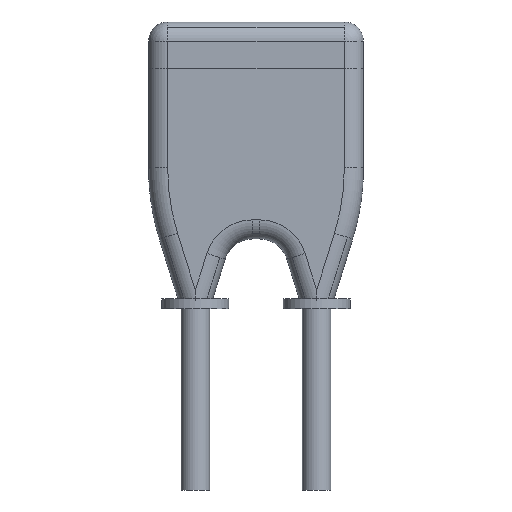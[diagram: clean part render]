
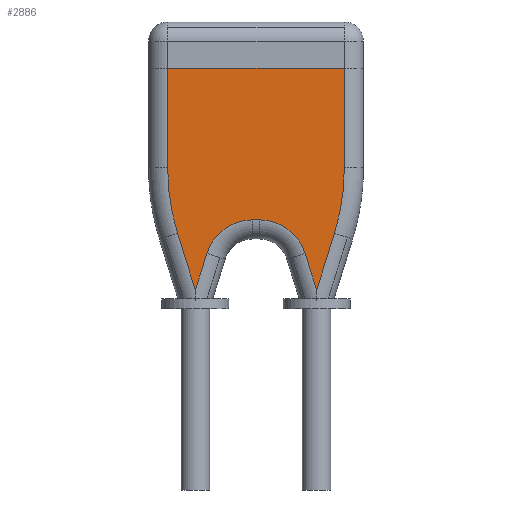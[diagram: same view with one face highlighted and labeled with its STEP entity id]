
A CAD part, front view. The second image highlights one B-rep face of the part: STEP entity #2886.
In plain terms, the highlighted planar face has unit normal (0, -1, 0).
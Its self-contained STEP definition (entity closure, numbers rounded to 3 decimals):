
#1289=CARTESIAN_POINT('',(1.642,-0.7,1.575));
#1290=VERTEX_POINT('',#1289);
#1298=CARTESIAN_POINT('',(1.27,-0.7,0.382));
#1299=VERTEX_POINT('',#1298);
#1300=CARTESIAN_POINT('',(1.642,-0.7,1.575));
#1301=DIRECTION('',(-0.297,0.,-0.955));
#1302=VECTOR('',#1301,1.25);
#1303=LINE('',#1300,#1302);
#1304=EDGE_CURVE('',#1290,#1299,#1303,.T.);
#1391=CARTESIAN_POINT('',(-1.85,-0.7,2.943));
#1392=VERTEX_POINT('',#1391);
#1400=CARTESIAN_POINT('',(-1.85,-0.7,5.034));
#1401=VERTEX_POINT('',#1400);
#1402=CARTESIAN_POINT('',(-1.85,-0.7,2.943));
#1403=DIRECTION('',(0.0,0.0,1.0));
#1404=VECTOR('',#1403,2.091);
#1405=LINE('',#1402,#1404);
#1406=EDGE_CURVE('',#1392,#1401,#1405,.T.);
#1433=CARTESIAN_POINT('',(1.85,-0.7,5.034));
#1434=VERTEX_POINT('',#1433);
#1442=CARTESIAN_POINT('',(1.85,-0.7,2.943));
#1443=VERTEX_POINT('',#1442);
#1444=CARTESIAN_POINT('',(1.85,-0.7,5.034));
#1445=DIRECTION('',(0.0,0.0,-1.0));
#1446=VECTOR('',#1445,2.091);
#1447=LINE('',#1444,#1446);
#1448=EDGE_CURVE('',#1434,#1443,#1447,.T.);
#1659=CARTESIAN_POINT('',(-1.27,-0.7,0.382));
#1660=VERTEX_POINT('',#1659);
#1668=CARTESIAN_POINT('',(-1.642,-0.7,1.575));
#1669=VERTEX_POINT('',#1668);
#1670=CARTESIAN_POINT('',(-1.27,-0.7,0.382));
#1671=DIRECTION('',(-0.297,0.0,0.955));
#1672=VECTOR('',#1671,1.25);
#1673=LINE('',#1670,#1672);
#1674=EDGE_CURVE('',#1660,#1669,#1673,.T.);
#1793=CARTESIAN_POINT('',(1.03,-0.7,1.154));
#1794=VERTEX_POINT('',#1793);
#1795=CARTESIAN_POINT('',(1.27,-0.7,0.382));
#1796=DIRECTION('',(-0.297,0.0,0.955));
#1797=VECTOR('',#1796,0.808);
#1798=LINE('',#1795,#1797);
#1799=EDGE_CURVE('',#1299,#1794,#1798,.T.);
#1826=CARTESIAN_POINT('',(0.075,-0.7,1.856));
#1827=VERTEX_POINT('',#1826);
#1835=CARTESIAN_POINT('',(-0.075,-0.7,1.856));
#1836=VERTEX_POINT('',#1835);
#1837=CARTESIAN_POINT('',(0.075,-0.7,1.856));
#1838=DIRECTION('',(-1.0,0.0,0.0));
#1839=VECTOR('',#1838,0.15);
#1840=LINE('',#1837,#1839);
#1841=EDGE_CURVE('',#1827,#1836,#1840,.T.);
#1868=CARTESIAN_POINT('',(-1.03,-0.7,1.154));
#1869=VERTEX_POINT('',#1868);
#1877=CARTESIAN_POINT('',(-1.03,-0.7,1.154));
#1878=DIRECTION('',(-0.297,0.,-0.955));
#1879=VECTOR('',#1878,0.808);
#1880=LINE('',#1877,#1879);
#1881=EDGE_CURVE('',#1869,#1660,#1880,.T.);
#2016=CARTESIAN_POINT('',(1.85,-0.7,5.034));
#2017=DIRECTION('',(-1.0,0.0,0.0));
#2018=VECTOR('',#2017,3.7);
#2019=LINE('',#2016,#2018);
#2020=EDGE_CURVE('',#1434,#1401,#2019,.T.);
#2205=CARTESIAN_POINT('',(-0.075,-0.7,0.856));
#2206=DIRECTION('',(0.,-1.0,0.));
#2207=DIRECTION('',(-0.593,0.,0.805));
#2208=AXIS2_PLACEMENT_3D('',#2205,#2206,#2207);
#2209=CIRCLE('',#2208,1.);
#2210=EDGE_CURVE('',#1836,#1869,#2209,.T.);
#2263=CARTESIAN_POINT('',(0.075,-0.7,0.856));
#2264=DIRECTION('',(0.,-1.0,0.));
#2265=DIRECTION('',(0.593,0.,0.805));
#2266=AXIS2_PLACEMENT_3D('',#2263,#2264,#2265);
#2267=CIRCLE('',#2266,1.);
#2268=EDGE_CURVE('',#1794,#1827,#2267,.T.);
#2767=CARTESIAN_POINT('',(-2.75,-0.7,2.943));
#2768=DIRECTION('',(0.,1.,0.));
#2769=DIRECTION('',(0.989,0.,-0.15));
#2770=AXIS2_PLACEMENT_3D('',#2767,#2768,#2769);
#2771=CIRCLE('',#2770,4.6);
#2772=EDGE_CURVE('',#1443,#1290,#2771,.T.);
#2801=CARTESIAN_POINT('',(2.75,-0.7,2.943));
#2802=DIRECTION('',(0.,1.,0.));
#2803=DIRECTION('',(-0.989,0.,-0.15));
#2804=AXIS2_PLACEMENT_3D('',#2801,#2802,#2803);
#2805=CIRCLE('',#2804,4.6);
#2806=EDGE_CURVE('',#1669,#1392,#2805,.T.);
#2867=CARTESIAN_POINT('',(0.,-0.7,3.062));
#2868=DIRECTION('',(0.0,-1.0,0.0));
#2869=DIRECTION('',(1.0,0.0,0.0));
#2870=AXIS2_PLACEMENT_3D('',#2867,#2868,#2869);
#2871=PLANE('',#2870);
#2872=ORIENTED_EDGE('',*,*,#2020,.T.);
#2873=ORIENTED_EDGE('',*,*,#1406,.F.);
#2874=ORIENTED_EDGE('',*,*,#2806,.F.);
#2875=ORIENTED_EDGE('',*,*,#1674,.F.);
#2876=ORIENTED_EDGE('',*,*,#1881,.F.);
#2877=ORIENTED_EDGE('',*,*,#2210,.F.);
#2878=ORIENTED_EDGE('',*,*,#1841,.F.);
#2879=ORIENTED_EDGE('',*,*,#2268,.F.);
#2880=ORIENTED_EDGE('',*,*,#1799,.F.);
#2881=ORIENTED_EDGE('',*,*,#1304,.F.);
#2882=ORIENTED_EDGE('',*,*,#2772,.F.);
#2883=ORIENTED_EDGE('',*,*,#1448,.F.);
#2884=EDGE_LOOP('',(#2872,#2873,#2874,#2875,#2876,#2877,#2878,#2879,#2880,#2881,#2882,#2883));
#2885=FACE_OUTER_BOUND('',#2884,.T.);
#2886=ADVANCED_FACE('',(#2885),#2871,.T.);
